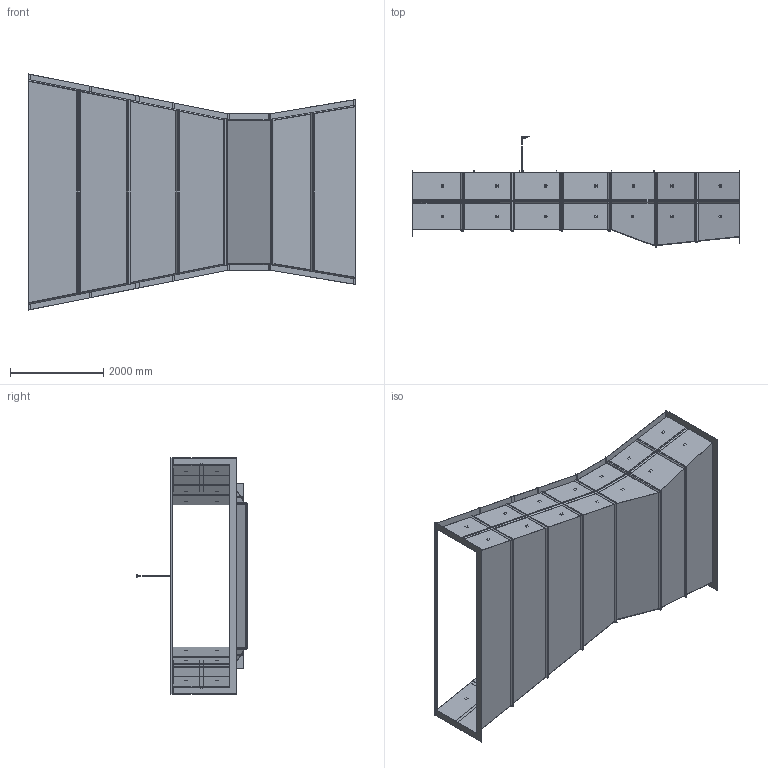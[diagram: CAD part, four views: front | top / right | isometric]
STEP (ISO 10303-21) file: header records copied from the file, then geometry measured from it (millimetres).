
FILE_DESCRIPTION (( 'STEP AP214' ), '1' );
FILE_NAME ('120in Parshall flume Assem1 with options.STEP', '2020-08-19T12:12:28', ( '' ), ( '' ), 'SwSTEP 2.0', 'SolidWorks 2020', '' );
FILE_SCHEMA (( 'AUTOMOTIVE_DESIGN' ));
Length unit declared in the file: inch
Products named in the file (14): 49976 Rev ATop Bracket Rev A sheet metal; 49976 Rev ATop Bracket Assembly; Added spreader bar_Default<As Machined>; C Channel Ultrasonic Bkt_2in Parshall; hex nut_ai_HNUT 0.2500-20-D-N; 49976 Rev ATop Bracket Tube; Copy of 49976 Rev Ashaft^120in Par Ultrasonic Transducer Assy; 120 MirrorAngle bracket; 120in Par Ultrasonic Transducer Assy_24in Parshll Flume; Parshall Staff Gauge 120in long parshall staff gauge_English Staff Gauge - 48"; 120in Parshall flume Assem1 with options; 120 Angle bracket; Parshal Flume_120 inch; 49976 Rev Abase plate
Assembly tree (39 placements, depth 4):
  120in Parshall flume Assem1 with options
    120 Angle bracket  x27
    120 MirrorAngle bracket
    Parshal Flume_120 inch
    Parshall Staff Gauge 120in long parshall staff gauge_English Staff Gauge - 48"
    120in Par Ultrasonic Transducer Assy_24in Parshll Flume
      49976 Rev Abase plate
      Copy of 49976 Rev Ashaft^120in Par Ultrasonic Transducer Assy
      49976 Rev ATop Bracket Assembly
        hex nut_ai_HNUT 0.2500-20-D-N
        49976 Rev ATop Bracket Tube
        49976 Rev ATop Bracket Rev A sheet metal
      C Channel Ultrasonic Bkt_2in Parshall
    Added spreader bar_Default<As Machined>
Bounding box: 7010.4 x 2363.73 x 5067 mm (x, y, z)
Volume: 339274553.7 mm3; surface area: 122866740.2 mm2
Topology: 67 solids, 67 shells, 811 faces, 2006 edges, 1326 vertices
Faces by surface type: plane 762, cylinder 31, cone 16, bspline 2
Entity records: 20826 total; most frequent: CARTESIAN_POINT 3669, ORIENTED_EDGE 3076, DIRECTION 2830, EDGE_CURVE 1538, LINE 1436, VECTOR 1436, VERTEX_POINT 1014, AXIS2_PLACEMENT_3D 697
